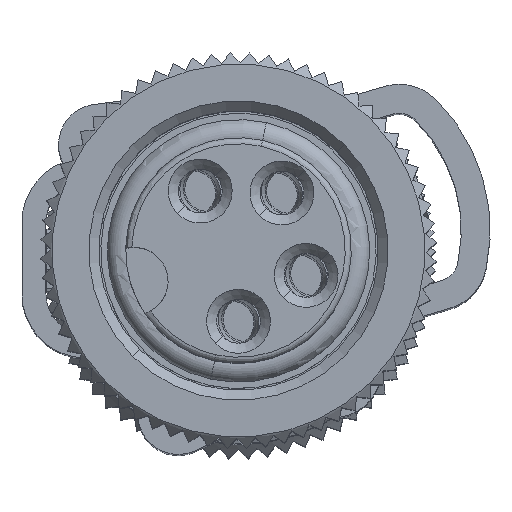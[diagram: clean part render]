
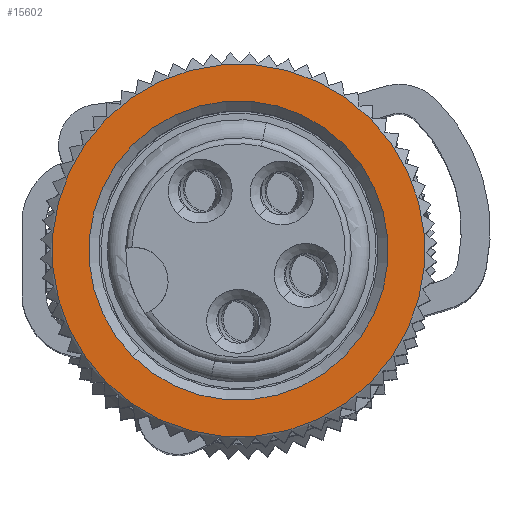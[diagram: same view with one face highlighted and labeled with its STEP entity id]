
A CAD part, top view. The second image highlights one B-rep face of the part: STEP entity #15602.
In plain terms, the highlighted planar face has unit normal (0, 0, 1).
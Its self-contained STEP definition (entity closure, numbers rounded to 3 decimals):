
#13368=AXIS2_PLACEMENT_3D('Circle Axis2P3D',#13366,#13367,$) ;
#14991=AXIS2_PLACEMENT_3D('Circle Axis2P3D',#14989,#14990,$) ;
#15578=AXIS2_PLACEMENT_3D('Plane Axis2P3D',#15575,#15576,#15577) ;
#15586=AXIS2_PLACEMENT_3D('Circle Axis2P3D',#15584,#15585,$) ;
#15595=AXIS2_PLACEMENT_3D('Circle Axis2P3D',#15593,#15594,$) ;
#13363=CARTESIAN_POINT('Vertex',(8.726,8.352,168.312)) ;
#13366=CARTESIAN_POINT('Axis2P3D Location',(5.425,5.046,168.312)) ;
#13370=CARTESIAN_POINT('Vertex',(2.123,1.741,168.312)) ;
#14989=CARTESIAN_POINT('Axis2P3D Location',(5.425,5.046,168.312)) ;
#15575=CARTESIAN_POINT('Axis2P3D Location',(9.022,6.105,168.312)) ;
#15584=CARTESIAN_POINT('Axis2P3D Location',(5.425,5.046,168.312)) ;
#15588=CARTESIAN_POINT('Vertex',(8.075,7.7,168.312)) ;
#15590=CARTESIAN_POINT('Vertex',(2.775,2.393,168.312)) ;
#15593=CARTESIAN_POINT('Axis2P3D Location',(5.425,5.046,168.312)) ;
#13367=DIRECTION('Axis2P3D Direction',(0.,0.,-1.)) ;
#14990=DIRECTION('Axis2P3D Direction',(0.,0.,-1.)) ;
#15576=DIRECTION('Axis2P3D Direction',(0.,0.,1.)) ;
#15577=DIRECTION('Axis2P3D XDirection',(0.959,0.282,0.)) ;
#15585=DIRECTION('Axis2P3D Direction',(0.,0.,1.)) ;
#15594=DIRECTION('Axis2P3D Direction',(0.,0.,1.)) ;
#15581=ORIENTED_EDGE('',*,*,#13372,.T.) ;
#15582=ORIENTED_EDGE('',*,*,#14993,.T.) ;
#15599=ORIENTED_EDGE('',*,*,#15592,.F.) ;
#15600=ORIENTED_EDGE('',*,*,#15597,.F.) ;
#15601=FACE_BOUND('',#15598,.T.) ;
#15602=ADVANCED_FACE('Hauptk\X2\00F6\X0\rper',(#15583,#15601),#15579,.T.) ;
#13369=CIRCLE('generated circle',#13368,4.672) ;
#14992=CIRCLE('generated circle',#14991,4.672) ;
#15587=CIRCLE('generated circle',#15586,3.75) ;
#15596=CIRCLE('generated circle',#15595,3.75) ;
#13372=EDGE_CURVE('',#13371,#13364,#13369,.F.) ;
#14993=EDGE_CURVE('',#13364,#13371,#14992,.F.) ;
#15592=EDGE_CURVE('',#15589,#15591,#15587,.T.) ;
#15597=EDGE_CURVE('',#15591,#15589,#15596,.T.) ;
#15580=EDGE_LOOP('',(#15581,#15582)) ;
#15598=EDGE_LOOP('',(#15599,#15600)) ;
#15583=FACE_OUTER_BOUND('',#15580,.T.) ;
#15579=PLANE('',#15578) ;
#13364=VERTEX_POINT('',#13363) ;
#13371=VERTEX_POINT('',#13370) ;
#15589=VERTEX_POINT('',#15588) ;
#15591=VERTEX_POINT('',#15590) ;
